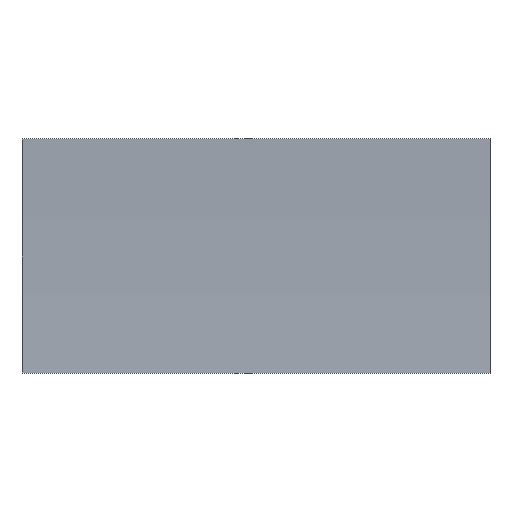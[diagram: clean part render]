
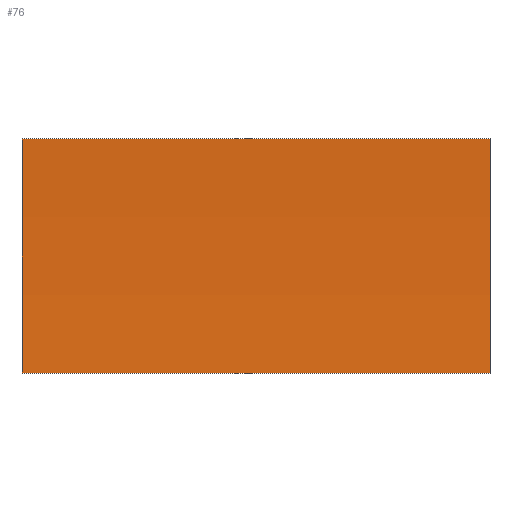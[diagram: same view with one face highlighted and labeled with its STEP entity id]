
A CAD part, left-side view. The second image highlights one B-rep face of the part: STEP entity #76.
In plain terms, the highlighted cylindrical face has radius 114.62 mm (diameter 229.24 mm), a partial arc.
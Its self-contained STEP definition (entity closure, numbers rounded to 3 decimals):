
#1 = EDGE_CURVE ( 'NONE', #86, #123, #80, .T. ) ;
#11 = DIRECTION ( 'NONE',  ( 0., -1., 0. ) ) ;
#19 = FACE_OUTER_BOUND ( 'NONE', #20, .T. ) ;
#20 = EDGE_LOOP ( 'NONE', ( #93, #119, #184, #201 ) ) ;
#21 = EDGE_CURVE ( 'NONE', #62, #86, #25, .T. ) ;
#25 = CIRCLE ( 'NONE', #137, 114.62 ) ;
#34 = CARTESIAN_POINT ( 'NONE',  ( -116.62, 0., 5. ) ) ;
#44 = EDGE_CURVE ( 'NONE', #187, #123, #192, .T. ) ;
#47 = DIRECTION ( 'NONE',  ( 0., 0., 1. ) ) ;
#51 = CARTESIAN_POINT ( 'NONE',  ( -2.109, 20., 0. ) ) ;
#53 = DIRECTION ( 'NONE',  ( 0., -1., 0. ) ) ;
#54 = AXIS2_PLACEMENT_3D ( 'NONE', #94, #74, #79 ) ;
#58 = CYLINDRICAL_SURFACE ( 'NONE', #54, 114.62 ) ;
#60 = CARTESIAN_POINT ( 'NONE',  ( -2.109, 20., 10. ) ) ;
#62 = VERTEX_POINT ( 'NONE', #51 ) ;
#66 = CARTESIAN_POINT ( 'NONE',  ( -116.62, 20., 5. ) ) ;
#74 = DIRECTION ( 'NONE',  ( 0., -1., 0. ) ) ;
#76 = ADVANCED_FACE ( 'NONE', ( #19 ), #58, .F. ) ;
#79 = DIRECTION ( 'NONE',  ( 0., 0., -1. ) ) ;
#80 = LINE ( 'NONE', #125, #173 ) ;
#86 = VERTEX_POINT ( 'NONE', #60 ) ;
#93 = ORIENTED_EDGE ( 'NONE', *, *, #44, .T. ) ;
#94 = CARTESIAN_POINT ( 'NONE',  ( -116.62, 20., 5. ) ) ;
#97 = LINE ( 'NONE', #171, #102 ) ;
#100 = CARTESIAN_POINT ( 'NONE',  ( -2.109, 0., 0. ) ) ;
#102 = VECTOR ( 'NONE', #118, 1000. ) ;
#105 = CARTESIAN_POINT ( 'NONE',  ( -2.109, 0., 10. ) ) ;
#110 = DIRECTION ( 'NONE',  ( 0., 0., 1. ) ) ;
#111 = EDGE_CURVE ( 'NONE', #62, #187, #97, .T. ) ;
#118 = DIRECTION ( 'NONE',  ( 0., -1., 0. ) ) ;
#119 = ORIENTED_EDGE ( 'NONE', *, *, #1, .F. ) ;
#123 = VERTEX_POINT ( 'NONE', #105 ) ;
#125 = CARTESIAN_POINT ( 'NONE',  ( -2.109, 20., 10. ) ) ;
#129 = AXIS2_PLACEMENT_3D ( 'NONE', #34, #11, #110 ) ;
#137 = AXIS2_PLACEMENT_3D ( 'NONE', #66, #161, #47 ) ;
#161 = DIRECTION ( 'NONE',  ( 0., -1., 0. ) ) ;
#171 = CARTESIAN_POINT ( 'NONE',  ( -2.109, 20., 0. ) ) ;
#173 = VECTOR ( 'NONE', #53, 1000. ) ;
#184 = ORIENTED_EDGE ( 'NONE', *, *, #21, .F. ) ;
#187 = VERTEX_POINT ( 'NONE', #100 ) ;
#192 = CIRCLE ( 'NONE', #129, 114.62 ) ;
#201 = ORIENTED_EDGE ( 'NONE', *, *, #111, .T. ) ;
